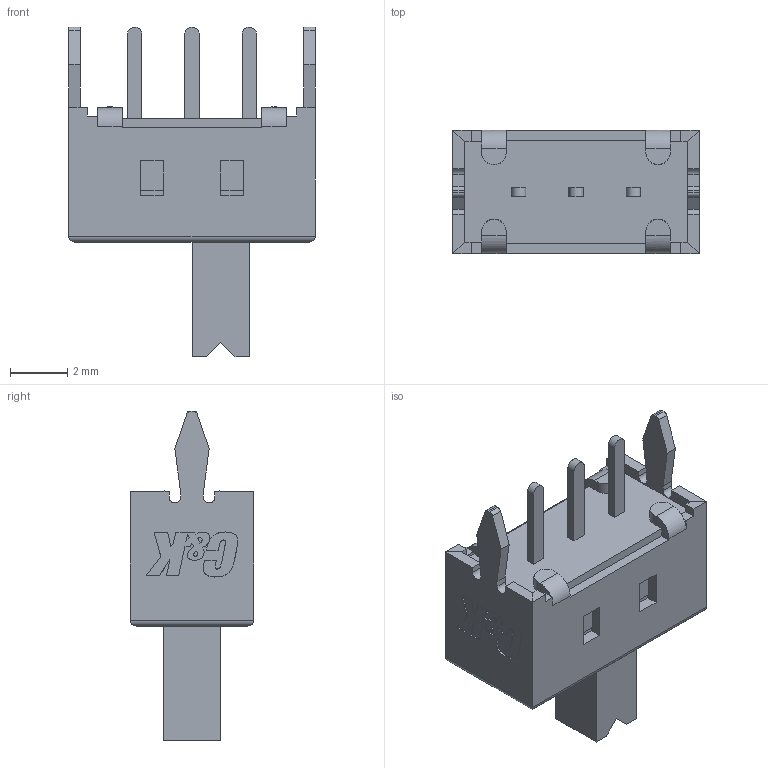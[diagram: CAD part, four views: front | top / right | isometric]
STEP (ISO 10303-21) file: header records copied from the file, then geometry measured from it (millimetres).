
FILE_DESCRIPTION(('FreeCAD Model'),'2;1');
FILE_NAME('OS102011MS2QN1_093011.step', '2017-06-30T21:33:51',('kicad StepUp'),('ksu MCAD'), 'Open CASCADE STEP processor 6.8','FreeCAD','Unknown');
FILE_SCHEMA(('AUTOMOTIVE_DESIGN_CC2 { 1 2 10303 214 -1 1 5 4 }'));
Length unit declared in the file: millimetre
Products named in the file (2): ASSEMBLY; OS102011MS2QN1_093011
Assembly tree (1 placements, depth 2):
  ASSEMBLY
    OS102011MS2QN1_093011
Bounding box: 8.6 x 4.3 x 11.5 mm (x, y, z)
Volume: 170.7 mm3; surface area: 331.3 mm2
Topology: 1 solids, 1 shells, 219 faces, 590 edges, 382 vertices
Faces by surface type: plane 148, extrusion 47, cylinder 24
Entity records: 7332 total; most frequent: CARTESIAN_POINT 1956, ORIENTED_EDGE 1180, DIRECTION 939, EDGE_CURVE 590, VECTOR 483, LINE 436, VERTEX_POINT 382, FACE_BOUND 230
